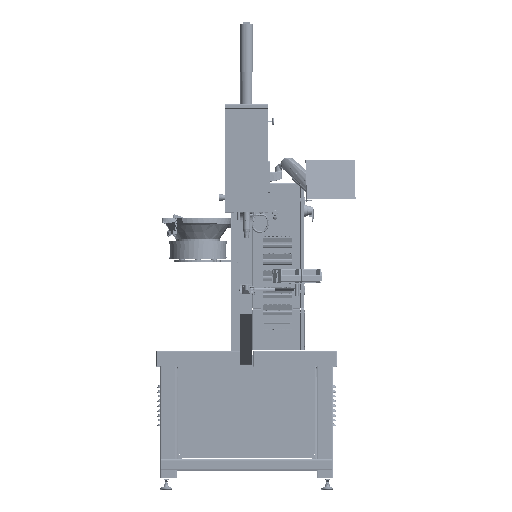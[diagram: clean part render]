
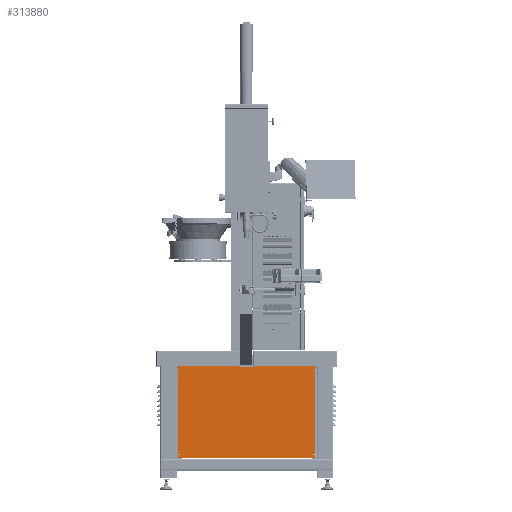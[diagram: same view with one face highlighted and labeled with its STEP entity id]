
A CAD part, top view. The second image highlights one B-rep face of the part: STEP entity #313880.
In plain terms, the highlighted planar face has unit normal (0, 0, 1).
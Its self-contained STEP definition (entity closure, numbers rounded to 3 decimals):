
#1231 = DIRECTION ( 'NONE',  ( 0., 0., -1. ) ) ;
#1455 = ORIENTED_EDGE ( 'NONE', *, *, #17590, .F. ) ;
#7626 = DIRECTION ( 'NONE',  ( 0., 0., 1. ) ) ;
#12069 = EDGE_CURVE ( 'NONE', #312561, #190061, #417104, .T. ) ;
#14837 = CARTESIAN_POINT ( 'NONE',  ( 1.607, -11.325, 10.672 ) ) ;
#16173 = CARTESIAN_POINT ( 'NONE',  ( -14.455, -33.215, 10.672 ) ) ;
#16297 = LINE ( 'NONE', #345743, #373915 ) ;
#17590 = EDGE_CURVE ( 'NONE', #371710, #321996, #85926, .T. ) ;
#19093 = LINE ( 'NONE', #118768, #420819 ) ;
#20089 = AXIS2_PLACEMENT_3D ( 'NONE', #79292, #144353, #118191 ) ;
#23014 = DIRECTION ( 'NONE',  ( 0., 1., 0. ) ) ;
#29160 = CARTESIAN_POINT ( 'NONE',  ( -14.236, -15.145, 10.672 ) ) ;
#35904 = FACE_BOUND ( 'NONE', #42562, .T. ) ;
#35984 = EDGE_CURVE ( 'NONE', #339972, #241651, #223985, .T. ) ;
#42562 = EDGE_LOOP ( 'NONE', ( #227643, #80287 ) ) ;
#43137 = CARTESIAN_POINT ( 'NONE',  ( -14.275, -33.395, 10.672 ) ) ;
#52585 = ORIENTED_EDGE ( 'NONE', *, *, #72191, .F. ) ;
#52746 = ORIENTED_EDGE ( 'NONE', *, *, #158551, .F. ) ;
#59080 = DIRECTION ( 'NONE',  ( 0., 0., 1. ) ) ;
#72191 = EDGE_CURVE ( 'NONE', #401472, #289926, #282558, .T. ) ;
#72248 = VECTOR ( 'NONE', #314007, 39.37 ) ;
#76245 = EDGE_LOOP ( 'NONE', ( #91572, #349562 ) ) ;
#77755 = CARTESIAN_POINT ( 'NONE',  ( -14.236, -32.52, 10.672 ) ) ;
#79292 = CARTESIAN_POINT ( 'NONE',  ( 13.92, -32.52, 10.672 ) ) ;
#80287 = ORIENTED_EDGE ( 'NONE', *, *, #123832, .F. ) ;
#85926 = LINE ( 'NONE', #159531, #326199 ) ;
#86268 = DIRECTION ( 'NONE',  ( 1., 0., 0. ) ) ;
#86747 = AXIS2_PLACEMENT_3D ( 'NONE', #356003, #59080, #191292 ) ;
#89009 = VERTEX_POINT ( 'NONE', #256186 ) ;
#91572 = ORIENTED_EDGE ( 'NONE', *, *, #35984, .F. ) ;
#94832 = ORIENTED_EDGE ( 'NONE', *, *, #199617, .F. ) ;
#104198 = CARTESIAN_POINT ( 'NONE',  ( -13.924, -15.145, 10.672 ) ) ;
#111862 = ORIENTED_EDGE ( 'NONE', *, *, #280928, .F. ) ;
#114941 = ORIENTED_EDGE ( 'NONE', *, *, #295526, .F. ) ;
#117977 = DIRECTION ( 'NONE',  ( -1., 0., 0. ) ) ;
#118191 = DIRECTION ( 'NONE',  ( 1., 0., 0. ) ) ;
#118768 = CARTESIAN_POINT ( 'NONE',  ( -14.455, -14.457, 10.672 ) ) ;
#122282 = LINE ( 'NONE', #386754, #234084 ) ;
#123832 = EDGE_CURVE ( 'NONE', #252568, #202872, #262974, .T. ) ;
#126429 = AXIS2_PLACEMENT_3D ( 'NONE', #392073, #162294, #257719 ) ;
#134519 = EDGE_CURVE ( 'NONE', #202872, #252568, #218234, .T. ) ;
#137703 = DIRECTION ( 'NONE',  ( -1., 0., 0. ) ) ;
#139100 = ORIENTED_EDGE ( 'NONE', *, *, #379663, .F. ) ;
#140961 = DIRECTION ( 'NONE',  ( 1., 0., 0. ) ) ;
#144095 = CARTESIAN_POINT ( 'NONE',  ( 13.92, -32.52, 10.672 ) ) ;
#144353 = DIRECTION ( 'NONE',  ( 0., 0., 1. ) ) ;
#146020 = EDGE_LOOP ( 'NONE', ( #94832, #111862 ) ) ;
#147327 = DIRECTION ( 'NONE',  ( 1., 0., 0. ) ) ;
#154685 = CARTESIAN_POINT ( 'NONE',  ( 13.764, -15.145, 10.672 ) ) ;
#158551 = EDGE_CURVE ( 'NONE', #190061, #89009, #337936, .T. ) ;
#159531 = CARTESIAN_POINT ( 'NONE',  ( 1.607, -33.395, 10.672 ) ) ;
#160946 = CARTESIAN_POINT ( 'NONE',  ( 14.115, -33.215, 10.672 ) ) ;
#162294 = DIRECTION ( 'NONE',  ( 0., 0., 1. ) ) ;
#170173 = CARTESIAN_POINT ( 'NONE',  ( 1.607, -14.457, 10.672 ) ) ;
#189513 = DIRECTION ( 'NONE',  ( 1., 0., 0. ) ) ;
#190061 = VERTEX_POINT ( 'NONE', #269411 ) ;
#191292 = DIRECTION ( 'NONE',  ( 1., 0., 0. ) ) ;
#193013 = VERTEX_POINT ( 'NONE', #104198 ) ;
#196099 = CARTESIAN_POINT ( 'NONE',  ( -1.768, -33.395, 10.672 ) ) ;
#199617 = EDGE_CURVE ( 'NONE', #193013, #287961, #246047, .T. ) ;
#200627 = CARTESIAN_POINT ( 'NONE',  ( -14.455, -33.395, 10.672 ) ) ;
#202746 = FACE_BOUND ( 'NONE', #76245, .T. ) ;
#202872 = VERTEX_POINT ( 'NONE', #363886 ) ;
#213038 = VERTEX_POINT ( 'NONE', #331096 ) ;
#215818 = DIRECTION ( 'NONE',  ( 1., 0., 0. ) ) ;
#218234 = CIRCLE ( 'NONE', #86747, 0.156 ) ;
#223985 = CIRCLE ( 'NONE', #257739, 0.156 ) ;
#227193 = AXIS2_PLACEMENT_3D ( 'NONE', #368609, #380892, #140961 ) ;
#227643 = ORIENTED_EDGE ( 'NONE', *, *, #134519, .F. ) ;
#228789 = VERTEX_POINT ( 'NONE', #353130 ) ;
#230113 = CARTESIAN_POINT ( 'NONE',  ( 14.076, -32.52, 10.672 ) ) ;
#234084 = VECTOR ( 'NONE', #189513, 39.37 ) ;
#241651 = VERTEX_POINT ( 'NONE', #256959 ) ;
#242605 = DIRECTION ( 'NONE',  ( 0., 0., 1. ) ) ;
#242724 = AXIS2_PLACEMENT_3D ( 'NONE', #200627, #1231, #137703 ) ;
#246047 = CIRCLE ( 'NONE', #314442, 0.156 ) ;
#248971 = CARTESIAN_POINT ( 'NONE',  ( 14.076, -15.145, 10.672 ) ) ;
#249000 = AXIS2_PLACEMENT_3D ( 'NONE', #421636, #256899, #215818 ) ;
#250061 = EDGE_LOOP ( 'NONE', ( #341591, #306199, #52746, #359824, #139100, #260711, #1455, #114941 ) ) ;
#252568 = VERTEX_POINT ( 'NONE', #77755 ) ;
#256186 = CARTESIAN_POINT ( 'NONE',  ( -14.275, -11.325, 10.672 ) ) ;
#256899 = DIRECTION ( 'NONE',  ( 0., 0., 1. ) ) ;
#256959 = CARTESIAN_POINT ( 'NONE',  ( 13.764, -32.52, 10.672 ) ) ;
#257719 = DIRECTION ( 'NONE',  ( 1., 0., 0. ) ) ;
#257739 = AXIS2_PLACEMENT_3D ( 'NONE', #144095, #7626, #341334 ) ;
#260711 = ORIENTED_EDGE ( 'NONE', *, *, #285308, .F. ) ;
#262974 = CIRCLE ( 'NONE', #249000, 0.156 ) ;
#269166 = EDGE_LOOP ( 'NONE', ( #289769, #52585 ) ) ;
#269411 = CARTESIAN_POINT ( 'NONE',  ( -14.275, -33.215, 10.672 ) ) ;
#275458 = CARTESIAN_POINT ( 'NONE',  ( -1.768, -14.457, 10.672 ) ) ;
#280928 = EDGE_CURVE ( 'NONE', #287961, #193013, #299778, .T. ) ;
#282558 = CIRCLE ( 'NONE', #227193, 0.156 ) ;
#282827 = EDGE_CURVE ( 'NONE', #289926, #401472, #340876, .T. ) ;
#285308 = EDGE_CURVE ( 'NONE', #321996, #213038, #312106, .T. ) ;
#287053 = VERTEX_POINT ( 'NONE', #275458 ) ;
#287961 = VERTEX_POINT ( 'NONE', #29160 ) ;
#289769 = ORIENTED_EDGE ( 'NONE', *, *, #282827, .F. ) ;
#289926 = VERTEX_POINT ( 'NONE', #248971 ) ;
#295526 = EDGE_CURVE ( 'NONE', #287053, #371710, #19093, .T. ) ;
#296099 = FACE_OUTER_BOUND ( 'NONE', #250061, .T. ) ;
#296487 = VECTOR ( 'NONE', #117977, 39.37 ) ;
#298232 = FACE_BOUND ( 'NONE', #269166, .T. ) ;
#299778 = CIRCLE ( 'NONE', #361962, 0.156 ) ;
#304616 = PLANE ( 'NONE',  #242724 ) ;
#306199 = ORIENTED_EDGE ( 'NONE', *, *, #377519, .F. ) ;
#306897 = DIRECTION ( 'NONE',  ( 0., -1., 0. ) ) ;
#309826 = DIRECTION ( 'NONE',  ( 1., 0., 0. ) ) ;
#312085 = EDGE_CURVE ( 'NONE', #228789, #287053, #360828, .T. ) ;
#312106 = LINE ( 'NONE', #377104, #335290 ) ;
#312561 = VERTEX_POINT ( 'NONE', #160946 ) ;
#313880 = ADVANCED_FACE ( 'NONE', ( #35904, #296099, #397927, #298232, #202746 ), #304616, .F. ) ;
#314007 = DIRECTION ( 'NONE',  ( 0., 1., 0. ) ) ;
#314442 = AXIS2_PLACEMENT_3D ( 'NONE', #366296, #242605, #309826 ) ;
#321996 = VERTEX_POINT ( 'NONE', #14837 ) ;
#326199 = VECTOR ( 'NONE', #23014, 39.37 ) ;
#327856 = EDGE_CURVE ( 'NONE', #241651, #339972, #400718, .T. ) ;
#331096 = CARTESIAN_POINT ( 'NONE',  ( 14.115, -11.325, 10.672 ) ) ;
#335290 = VECTOR ( 'NONE', #147327, 39.37 ) ;
#337936 = LINE ( 'NONE', #43137, #72248 ) ;
#339972 = VERTEX_POINT ( 'NONE', #230113 ) ;
#340876 = CIRCLE ( 'NONE', #126429, 0.156 ) ;
#341334 = DIRECTION ( 'NONE',  ( 1., 0., 0. ) ) ;
#341591 = ORIENTED_EDGE ( 'NONE', *, *, #312085, .F. ) ;
#345743 = CARTESIAN_POINT ( 'NONE',  ( 14.115, -33.395, 10.672 ) ) ;
#349562 = ORIENTED_EDGE ( 'NONE', *, *, #327856, .F. ) ;
#353130 = CARTESIAN_POINT ( 'NONE',  ( -1.768, -11.325, 10.672 ) ) ;
#356003 = CARTESIAN_POINT ( 'NONE',  ( -14.08, -32.52, 10.672 ) ) ;
#358665 = DIRECTION ( 'NONE',  ( 0., -1., 0. ) ) ;
#359824 = ORIENTED_EDGE ( 'NONE', *, *, #12069, .F. ) ;
#360828 = LINE ( 'NONE', #196099, #406261 ) ;
#361962 = AXIS2_PLACEMENT_3D ( 'NONE', #428244, #420176, #363135 ) ;
#363135 = DIRECTION ( 'NONE',  ( 1., 0., 0. ) ) ;
#363886 = CARTESIAN_POINT ( 'NONE',  ( -13.924, -32.52, 10.672 ) ) ;
#366296 = CARTESIAN_POINT ( 'NONE',  ( -14.08, -15.145, 10.672 ) ) ;
#368609 = CARTESIAN_POINT ( 'NONE',  ( 13.92, -15.145, 10.672 ) ) ;
#371710 = VERTEX_POINT ( 'NONE', #170173 ) ;
#373915 = VECTOR ( 'NONE', #306897, 39.37 ) ;
#377104 = CARTESIAN_POINT ( 'NONE',  ( -14.455, -11.325, 10.672 ) ) ;
#377519 = EDGE_CURVE ( 'NONE', #89009, #228789, #122282, .T. ) ;
#379663 = EDGE_CURVE ( 'NONE', #213038, #312561, #16297, .T. ) ;
#380892 = DIRECTION ( 'NONE',  ( 0., 0., 1. ) ) ;
#386754 = CARTESIAN_POINT ( 'NONE',  ( -14.455, -11.325, 10.672 ) ) ;
#392073 = CARTESIAN_POINT ( 'NONE',  ( 13.92, -15.145, 10.672 ) ) ;
#397927 = FACE_BOUND ( 'NONE', #146020, .T. ) ;
#400718 = CIRCLE ( 'NONE', #20089, 0.156 ) ;
#401472 = VERTEX_POINT ( 'NONE', #154685 ) ;
#406261 = VECTOR ( 'NONE', #358665, 39.37 ) ;
#417104 = LINE ( 'NONE', #16173, #296487 ) ;
#420176 = DIRECTION ( 'NONE',  ( 0., 0., 1. ) ) ;
#420819 = VECTOR ( 'NONE', #86268, 39.37 ) ;
#421636 = CARTESIAN_POINT ( 'NONE',  ( -14.08, -32.52, 10.672 ) ) ;
#428244 = CARTESIAN_POINT ( 'NONE',  ( -14.08, -15.145, 10.672 ) ) ;
